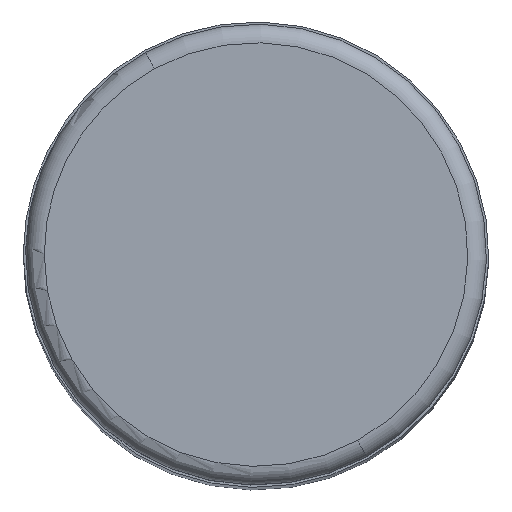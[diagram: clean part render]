
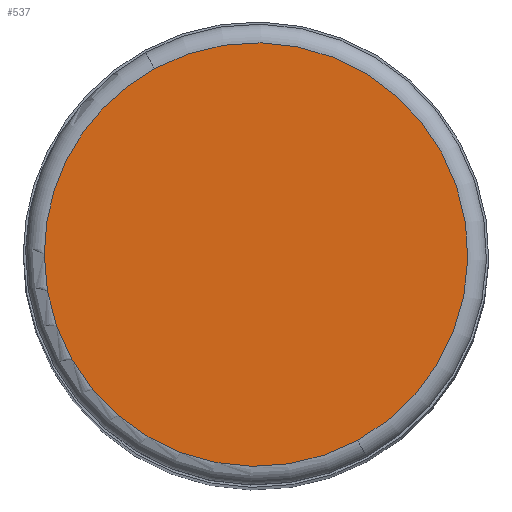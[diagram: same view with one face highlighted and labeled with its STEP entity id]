
A CAD part, top view. The second image highlights one B-rep face of the part: STEP entity #537.
In plain terms, the highlighted planar face has unit normal (0, 0, 1).
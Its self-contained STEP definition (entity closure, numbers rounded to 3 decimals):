
#127=CARTESIAN_POINT('',(0.,0.,160.));
#128=DIRECTION('',(0.,0.,1.));
#129=DIRECTION('',(0.479,-0.878,0.));
#130=AXIS2_PLACEMENT_3D('',#127,#128,#129);
#135=CARTESIAN_POINT('',(0.,0.,160.));
#136=DIRECTION('',(0.,0.,1.));
#137=DIRECTION('',(-1.,0.,0.));
#138=AXIS2_PLACEMENT_3D('',#135,#136,#137);
#143=CARTESIAN_POINT('',(0.,0.,160.));
#144=DIRECTION('',(0.,0.,1.));
#145=DIRECTION('',(-0.479,0.878,0.));
#146=AXIS2_PLACEMENT_3D('',#143,#144,#145);
#455=CARTESIAN_POINT('',(5.453,-9.983,160.));
#456=CARTESIAN_POINT('',(-5.453,9.983,160.));
#457=VERTEX_POINT('',#455);
#458=VERTEX_POINT('',#456);
#463=CARTESIAN_POINT('',(-11.375,0.,160.));
#464=VERTEX_POINT('',#463);
#525=CARTESIAN_POINT('',(0.,-11.375,160.));
#526=DIRECTION('',(0.,0.,1.));
#527=DIRECTION('',(1.,0.,0.));
#528=AXIS2_PLACEMENT_3D('',#525,#526,#527);
#529=PLANE('',#528);
#530=ORIENTED_EDGE('',*,*,#514,.F.);
#532=ORIENTED_EDGE('',*,*,#531,.F.);
#534=ORIENTED_EDGE('',*,*,#533,.F.);
#535=EDGE_LOOP('',(#530,#532,#534));
#536=FACE_OUTER_BOUND('',#535,.F.);
#537=ADVANCED_FACE('',(#536),#529,.T.);
#131=CIRCLE('',#130,11.375);
#139=CIRCLE('',#138,11.375);
#147=CIRCLE('',#146,11.375);
#514=EDGE_CURVE('',#457,#458,#131,.T.);
#531=EDGE_CURVE('',#464,#457,#139,.T.);
#533=EDGE_CURVE('',#458,#464,#147,.T.);
